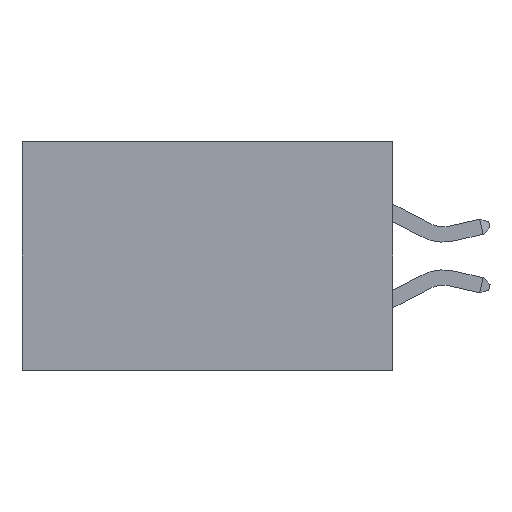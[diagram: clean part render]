
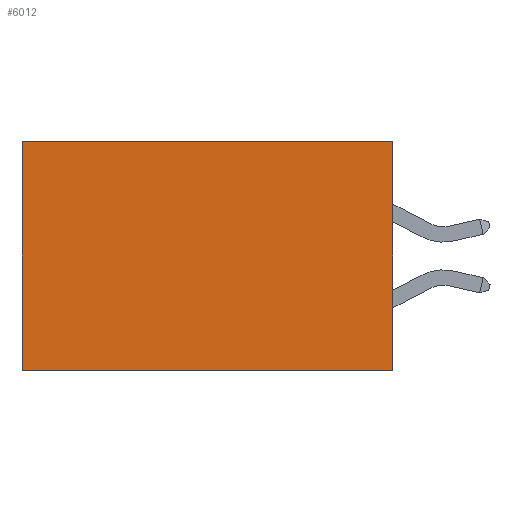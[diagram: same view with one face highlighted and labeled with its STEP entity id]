
A CAD part, left-side view. The second image highlights one B-rep face of the part: STEP entity #6012.
In plain terms, the highlighted planar face has unit normal (-1, 0, 0).
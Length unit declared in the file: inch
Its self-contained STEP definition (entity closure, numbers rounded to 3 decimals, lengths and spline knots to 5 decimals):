
#293 = VECTOR ( 'NONE', #16022, 39.37008 ) ;
#593 = CARTESIAN_POINT ( 'NONE',  ( 0.2875, 0., -0.37 ) ) ;
#2557 = CARTESIAN_POINT ( 'NONE',  ( 0.2875, 0., 0. ) ) ;
#2766 = DIRECTION ( 'NONE',  ( 0., 1., 0. ) ) ;
#3337 = EDGE_CURVE ( 'NONE', #6422, #25141, #25900, .T. ) ;
#3427 = EDGE_LOOP ( 'NONE', ( #23690, #3608, #15364, #12247 ) ) ;
#3608 = ORIENTED_EDGE ( 'NONE', *, *, #21560, .F. ) ;
#3777 = LINE ( 'NONE', #9595, #5635 ) ;
#3778 = CARTESIAN_POINT ( 'NONE',  ( 0.2875, 0., 0. ) ) ;
#3935 = CARTESIAN_POINT ( 'NONE',  ( 0.2875, 0.6, 0. ) ) ;
#4296 = LINE ( 'NONE', #6729, #293 ) ;
#5635 = VECTOR ( 'NONE', #9484, 39.37008 ) ;
#6012 = ADVANCED_FACE ( 'NONE', ( #12275 ), #9073, .F. ) ;
#6335 = LINE ( 'NONE', #17314, #14244 ) ;
#6422 = VERTEX_POINT ( 'NONE', #3778 ) ;
#6514 = EDGE_CURVE ( 'NONE', #25141, #30647, #4296, .T. ) ;
#6729 = CARTESIAN_POINT ( 'NONE',  ( 0.2875, 0.6, 0. ) ) ;
#8900 = AXIS2_PLACEMENT_3D ( 'NONE', #23995, #31979, #11710 ) ;
#9073 = PLANE ( 'NONE',  #8900 ) ;
#9345 = DIRECTION ( 'NONE',  ( 0., 0., -1. ) ) ;
#9484 = DIRECTION ( 'NONE',  ( 0., 1., 0. ) ) ;
#9595 = CARTESIAN_POINT ( 'NONE',  ( 0.2875, 0., -0.37 ) ) ;
#11710 = DIRECTION ( 'NONE',  ( 0., 0., -1. ) ) ;
#12247 = ORIENTED_EDGE ( 'NONE', *, *, #3337, .T. ) ;
#12275 = FACE_OUTER_BOUND ( 'NONE', #3427, .T. ) ;
#14244 = VECTOR ( 'NONE', #9345, 39.37008 ) ;
#15364 = ORIENTED_EDGE ( 'NONE', *, *, #19628, .F. ) ;
#16022 = DIRECTION ( 'NONE',  ( 0., 0., -1. ) ) ;
#17314 = CARTESIAN_POINT ( 'NONE',  ( 0.2875, 0., 0. ) ) ;
#19628 = EDGE_CURVE ( 'NONE', #6422, #22292, #6335, .T. ) ;
#21517 = VECTOR ( 'NONE', #2766, 39.37008 ) ;
#21560 = EDGE_CURVE ( 'NONE', #22292, #30647, #3777, .T. ) ;
#22292 = VERTEX_POINT ( 'NONE', #593 ) ;
#23690 = ORIENTED_EDGE ( 'NONE', *, *, #6514, .T. ) ;
#23995 = CARTESIAN_POINT ( 'NONE',  ( 0.2875, 0., 0. ) ) ;
#25141 = VERTEX_POINT ( 'NONE', #3935 ) ;
#25900 = LINE ( 'NONE', #2557, #21517 ) ;
#27334 = CARTESIAN_POINT ( 'NONE',  ( 0.2875, 0.6, -0.37 ) ) ;
#30647 = VERTEX_POINT ( 'NONE', #27334 ) ;
#31979 = DIRECTION ( 'NONE',  ( 1., 0., 0. ) ) ;
